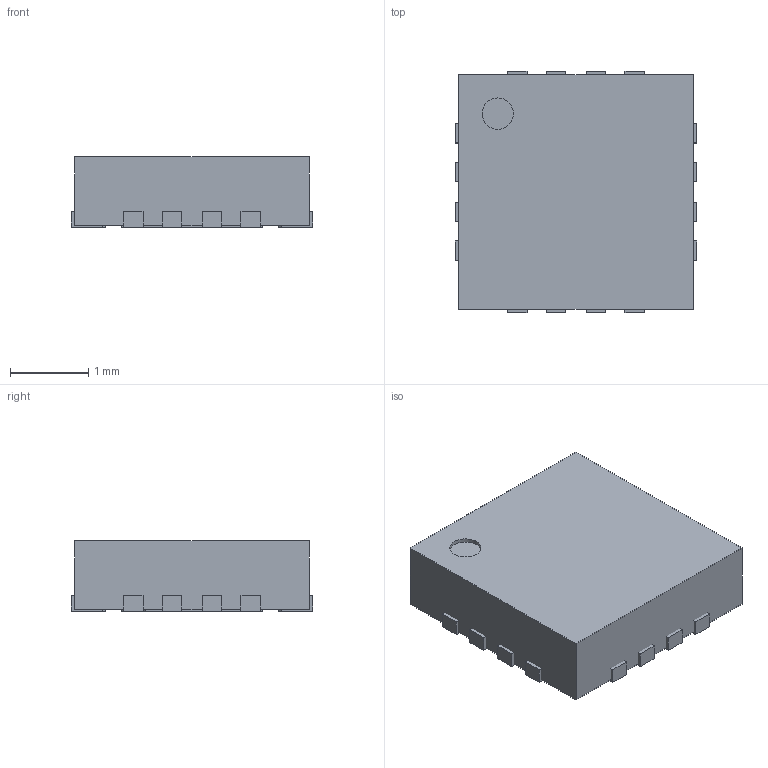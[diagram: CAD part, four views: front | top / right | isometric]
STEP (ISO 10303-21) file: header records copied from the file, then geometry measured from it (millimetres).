
FILE_DESCRIPTION(('FreeCAD Model'),'2;1');
FILE_NAME('QFN16.step','2016-06-14T18:30:14',( 'Author'),(''),'Open CASCADE STEP processor 6.8','FreeCAD','Unknown' );
FILE_SCHEMA(('AUTOMOTIVE_DESIGN_CC2 { 1 2 10303 214 -1 1 5 4 }'));
Length unit declared in the file: inch
Products named in the file (3): ASSEMBLY; body; pads
Assembly tree (2 placements, depth 2):
  ASSEMBLY
    body
    pads
Bounding box: 3.08 x 3.08 x 0.9 mm (x, y, z)
Surface area: 44.3 mm2
Topology: 18 solids, 18 shells, 119 faces, 246 edges, 164 vertices
Faces by surface type: plane 118, cylinder 1
Full cylindrical faces by diameter (mm): 0.4 x1
Entity records: 6515 total; most frequent: CARTESIAN_POINT 1030, DIRECTION 983, LINE 734, VECTOR 734, ORIENTED_EDGE 492, PCURVE 492, DEFINITIONAL_REPRESENTATION 492, EDGE_CURVE 246
